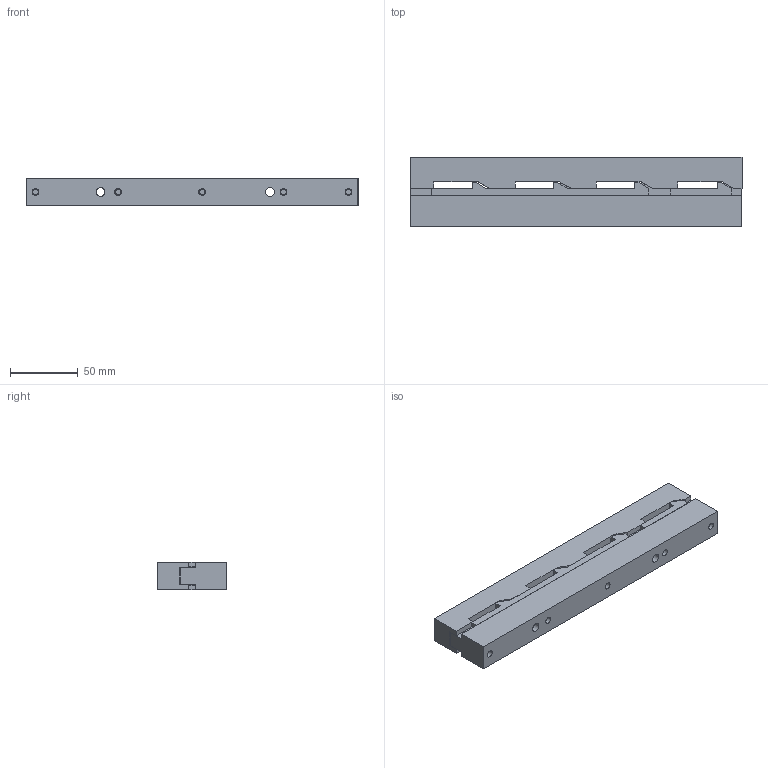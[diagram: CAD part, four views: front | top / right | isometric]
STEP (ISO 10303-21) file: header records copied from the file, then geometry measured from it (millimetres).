
FILE_DESCRIPTION((''),'2;1');
FILE_NAME('01485000.stp','2007-12-22T20:34:45',('Hubert Lenker'),(''),'Autodesk Inventor 10','Autodesk Inventor 10','');
FILE_SCHEMA(('AUTOMOTIVE_DESIGN { 1 0 10303 214 1 1 1 1 }'));
Length unit declared in the file: millimetre
Products named in the file (6): 01485000; 79857000; 79858000; 79433000; 79759000; 80147000
Assembly tree (9 placements, depth 2):
  01485000
    79857000
    79858000
    79433000
    79759000
    80147000  x5
Bounding box: 245 x 51 x 20 mm (x, y, z)
Volume: 217191.3 mm3; surface area: 69298 mm2
Topology: 9 solids, 9 shells, 278 faces, 705 edges, 466 vertices
Faces by surface type: plane 210, bspline 38, cylinder 15, cone 15
Full cylindrical faces by diameter (mm): 5 x5, 6 x5, 10 x5
Entity records: 6134 total; most frequent: CARTESIAN_POINT 1466, ORIENTED_EDGE 916, DIRECTION 855, EDGE_CURVE 458, VECTOR 387, LINE 387, VERTEX_POINT 317, EDGE_LOOP 263
